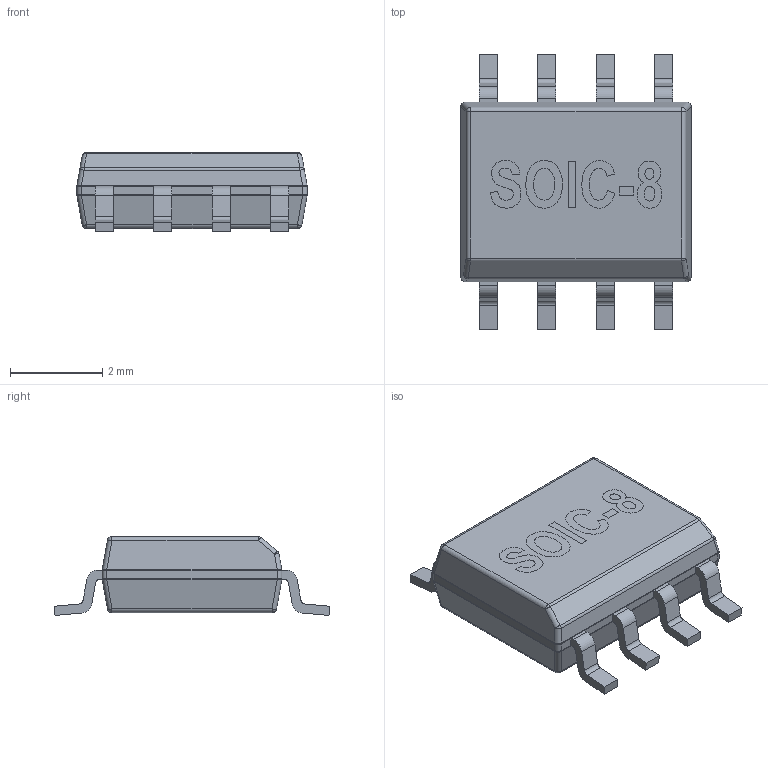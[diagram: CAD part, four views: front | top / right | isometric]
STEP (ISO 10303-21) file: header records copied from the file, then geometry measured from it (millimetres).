
FILE_DESCRIPTION(/* description */ ('Generic SOIC-8 package. License: CC BY-SA 4.0.'),/* implementation_level */ '2;1');
FILE_NAME(/* name */ 'SOIC-8.step',/* time_stamp */ '2021-03-10T10:46:59+01:00',/* author */ (''),/* organization */ ('Bad Pixel'),/* preprocessor_version */ 'ST-DEVELOPER v18.1',/* originating_system */ 'Autodesk Translation Framework v9.10.0.1330',/* authorisation */ '');
FILE_SCHEMA (('AUTOMOTIVE_DESIGN { 1 0 10303 214 3 1 1 }'));
Length unit declared in the file: millimetre
Products named in the file (1): SOIC-8
Bounding box: 5 x 5.98 x 1.71 mm (x, y, z)
Volume: 31.2 mm3; surface area: 77.9 mm2
Topology: 9 solids, 9 shells, 185 faces, 516 edges, 358 vertices
Faces by surface type: plane 104, cylinder 63, sphere 18
Entity records: 6334 total; most frequent: CARTESIAN_POINT 1534, ORIENTED_EDGE 1032, DIRECTION 922, EDGE_CURVE 516, VERTEX_POINT 358, AXIS2_PLACEMENT_3D 312, LINE 298, VECTOR 298
